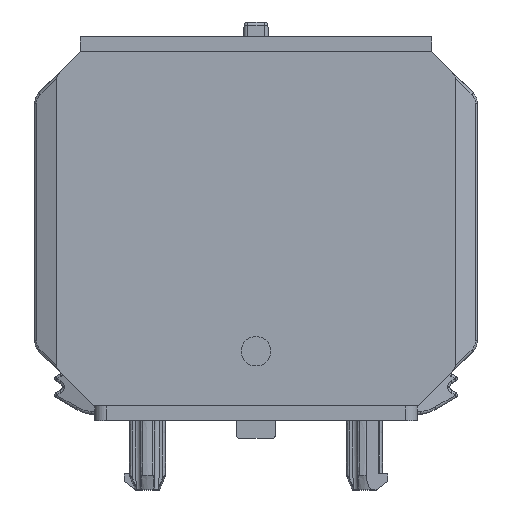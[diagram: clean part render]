
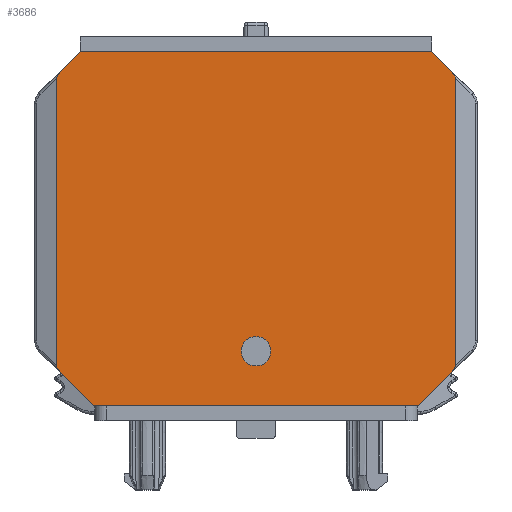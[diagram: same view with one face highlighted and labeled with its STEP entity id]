
A CAD part, front view. The second image highlights one B-rep face of the part: STEP entity #3686.
In plain terms, the highlighted planar face has unit normal (0, -1, 0).
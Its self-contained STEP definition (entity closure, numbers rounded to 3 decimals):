
#319=FACE_BOUND('',#7723,.T.);
#320=FACE_BOUND('',#7724,.T.);
#2573=CIRCLE('',#37966,1.);
#3686=ADVANCED_FACE('',(#319,#320),#4779,.T.);
#4779=PLANE('',#38119);
#7723=EDGE_LOOP('',(#14934,#14935,#14936,#14937,#14938,#14939,#14940,#14941,
#14942,#14943,#14944,#14945));
#7724=EDGE_LOOP('',(#14946));
#8806=ELLIPSE('',#38115,0.802,0.2);
#8807=ELLIPSE('',#38116,0.802,0.2);
#8808=ELLIPSE('',#38117,0.802,0.2);
#8809=ELLIPSE('',#38118,0.802,0.2);
#14934=ORIENTED_EDGE('',*,*,#26602,.F.);
#14935=ORIENTED_EDGE('',*,*,#26603,.F.);
#14936=ORIENTED_EDGE('',*,*,#25639,.F.);
#14937=ORIENTED_EDGE('',*,*,#26364,.F.);
#14938=ORIENTED_EDGE('',*,*,#26604,.F.);
#14939=ORIENTED_EDGE('',*,*,#26605,.T.);
#14940=ORIENTED_EDGE('',*,*,#26606,.F.);
#14941=ORIENTED_EDGE('',*,*,#25634,.F.);
#14942=ORIENTED_EDGE('',*,*,#26317,.F.);
#14943=ORIENTED_EDGE('',*,*,#26607,.F.);
#14944=ORIENTED_EDGE('',*,*,#26608,.F.);
#14945=ORIENTED_EDGE('',*,*,#26348,.T.);
#14946=ORIENTED_EDGE('',*,*,#26299,.T.);
#20676=VERTEX_POINT('',#56830);
#20679=VERTEX_POINT('',#56836);
#20683=VERTEX_POINT('',#56848);
#20684=VERTEX_POINT('',#56849);
#21245=VERTEX_POINT('',#58169);
#21257=VERTEX_POINT('',#58223);
#21267=VERTEX_POINT('',#58283);
#21269=VERTEX_POINT('',#58286);
#21279=VERTEX_POINT('',#58318);
#21391=VERTEX_POINT('',#59695);
#21392=VERTEX_POINT('',#59698);
#21393=VERTEX_POINT('',#59700);
#21394=VERTEX_POINT('',#59703);
#25634=EDGE_CURVE('',#20679,#20676,#30306,.T.);
#25639=EDGE_CURVE('',#20683,#20684,#30311,.T.);
#26299=EDGE_CURVE('',#21245,#21245,#2573,.T.);
#26317=EDGE_CURVE('',#21257,#20679,#30946,.T.);
#26348=EDGE_CURVE('',#21269,#21267,#30977,.T.);
#26364=EDGE_CURVE('',#21279,#20683,#30988,.T.);
#26602=EDGE_CURVE('',#21391,#21267,#8806,.T.);
#26603=EDGE_CURVE('',#20684,#21391,#31104,.T.);
#26604=EDGE_CURVE('',#21392,#21279,#8807,.T.);
#26605=EDGE_CURVE('',#21392,#21393,#31105,.T.);
#26606=EDGE_CURVE('',#20676,#21393,#8808,.T.);
#26607=EDGE_CURVE('',#21394,#21257,#31106,.T.);
#26608=EDGE_CURVE('',#21269,#21394,#8809,.T.);
#30306=LINE('',#56837,#34149);
#30311=LINE('',#56847,#34154);
#30946=LINE('',#58224,#34789);
#30977=LINE('',#58285,#34820);
#30988=LINE('',#58320,#34831);
#31104=LINE('',#59696,#34947);
#31105=LINE('',#59699,#34948);
#31106=LINE('',#59702,#34949);
#34149=VECTOR('',#43643,1.);
#34154=VECTOR('',#43652,1.);
#34789=VECTOR('',#44565,1.);
#34820=VECTOR('',#44634,1.);
#34831=VECTOR('',#44661,1.);
#34947=VECTOR('',#45011,1.);
#34948=VECTOR('',#45014,1.);
#34949=VECTOR('',#45017,1.);
#37966=AXIS2_PLACEMENT_3D('',#58168,#44544,#44545);
#38115=AXIS2_PLACEMENT_3D('',#59694,#45009,#45010);
#38116=AXIS2_PLACEMENT_3D('',#59697,#45012,#45013);
#38117=AXIS2_PLACEMENT_3D('',#59701,#45015,#45016);
#38118=AXIS2_PLACEMENT_3D('',#59704,#45018,#45019);
#38119=AXIS2_PLACEMENT_3D('',#59705,#45020,#45021);
#43643=DIRECTION('',(-0.707,0.,0.707));
#43652=DIRECTION('',(1.,0.,0.));
#44544=DIRECTION('',(0.,1.,0.));
#44545=DIRECTION('',(1.,0.,0.));
#44565=DIRECTION('',(-1.,0.,0.));
#44634=DIRECTION('',(0.,0.,1.));
#44661=DIRECTION('',(0.707,0.,0.707));
#45009=DIRECTION('',(0.,1.,0.));
#45010=DIRECTION('',(0.707,0.,-0.707));
#45011=DIRECTION('',(0.707,0.,-0.707));
#45012=DIRECTION('',(0.,1.,0.));
#45013=DIRECTION('',(-0.707,0.,-0.707));
#45014=DIRECTION('',(0.,0.,-1.));
#45015=DIRECTION('',(0.,1.,0.));
#45016=DIRECTION('',(-0.707,0.,0.707));
#45017=DIRECTION('',(-0.707,0.,-0.707));
#45018=DIRECTION('',(0.,1.,0.));
#45019=DIRECTION('',(0.707,0.,0.707));
#45020=DIRECTION('',(0.,-1.,0.));
#45021=DIRECTION('',(-1.,0.,0.));
#56830=CARTESIAN_POINT('',(-13.057,-0.262,3.057));
#56836=CARTESIAN_POINT('',(-11.,-0.262,1.));
#56837=CARTESIAN_POINT('',(-15.,-0.262,5.));
#56847=CARTESIAN_POINT('',(11.9,-0.262,25.));
#56848=CARTESIAN_POINT('',(-11.9,-0.262,25.));
#56849=CARTESIAN_POINT('',(11.9,-0.262,25.));
#58168=CARTESIAN_POINT('',(0.,-0.262,4.7));
#58169=CARTESIAN_POINT('',(-1.,-0.262,4.7));
#58223=CARTESIAN_POINT('',(11.,-0.262,1.));
#58224=CARTESIAN_POINT('',(-11.,-0.262,1.));
#58283=CARTESIAN_POINT('',(13.5,-0.262,23.186));
#58285=CARTESIAN_POINT('',(13.5,-0.262,19.077));
#58286=CARTESIAN_POINT('',(13.5,-0.262,3.714));
#58318=CARTESIAN_POINT('',(-13.057,-0.262,23.843));
#58320=CARTESIAN_POINT('',(-11.9,-0.262,25.));
#59694=CARTESIAN_POINT('',(12.915,-0.262,23.702));
#59695=CARTESIAN_POINT('',(13.057,-0.262,23.843));
#59696=CARTESIAN_POINT('',(15.,-0.262,21.9));
#59697=CARTESIAN_POINT('',(-12.915,-0.262,23.702));
#59698=CARTESIAN_POINT('',(-13.5,-0.262,23.186));
#59699=CARTESIAN_POINT('',(-13.5,-0.262,19.077));
#59700=CARTESIAN_POINT('',(-13.5,-0.262,3.714));
#59701=CARTESIAN_POINT('',(-12.915,-0.262,3.198));
#59702=CARTESIAN_POINT('',(11.,-0.262,1.));
#59703=CARTESIAN_POINT('',(13.057,-0.262,3.057));
#59704=CARTESIAN_POINT('',(12.915,-0.262,3.198));
#59705=CARTESIAN_POINT('',(0.,-0.262,13.153));
